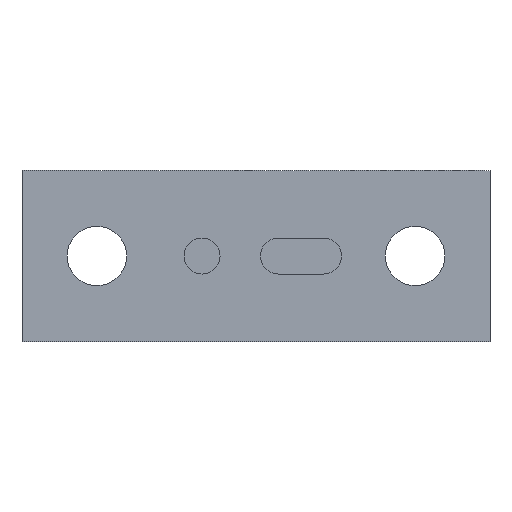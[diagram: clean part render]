
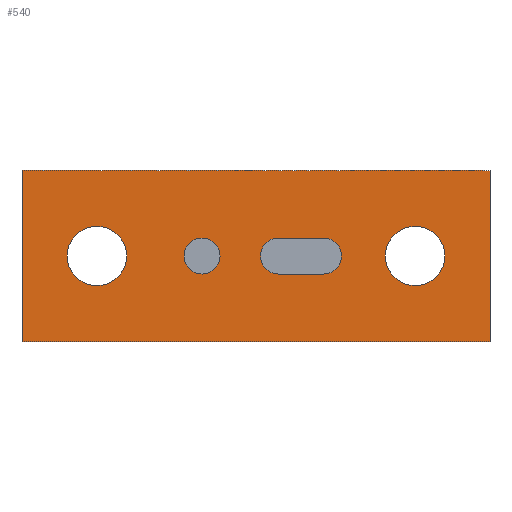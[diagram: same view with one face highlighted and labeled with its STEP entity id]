
A CAD part, front view. The second image highlights one B-rep face of the part: STEP entity #540.
In plain terms, the highlighted planar face has unit normal (0, -1, 0).
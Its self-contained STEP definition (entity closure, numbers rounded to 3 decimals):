
#29=FACE_BOUND('',#106,.T.);
#30=FACE_BOUND('',#107,.T.);
#31=FACE_BOUND('',#108,.T.);
#32=FACE_BOUND('',#109,.T.);
#42=CIRCLE('',#595,2.);
#43=CIRCLE('',#596,2.);
#44=CIRCLE('',#597,2.);
#45=CIRCLE('',#598,2.);
#46=CIRCLE('',#599,3.3);
#47=CIRCLE('',#600,3.3);
#48=CIRCLE('',#601,3.3);
#49=CIRCLE('',#602,3.3);
#74=FACE_OUTER_BOUND('',#105,.T.);
#105=EDGE_LOOP('',(#398,#399,#400,#401));
#106=EDGE_LOOP('',(#402,#403,#404,#405));
#107=EDGE_LOOP('',(#406,#407));
#108=EDGE_LOOP('',(#408,#409));
#109=EDGE_LOOP('',(#410,#411));
#142=LINE('',#840,#188);
#145=LINE('',#845,#191);
#150=LINE('',#858,#196);
#155=LINE('',#866,#201);
#156=LINE('',#872,#202);
#157=LINE('',#875,#203);
#188=VECTOR('',#666,19.);
#191=VECTOR('',#671,52.);
#196=VECTOR('',#682,19.);
#201=VECTOR('',#689,52.);
#202=VECTOR('',#694,5.);
#203=VECTOR('',#697,5.);
#238=VERTEX_POINT('',#838);
#239=VERTEX_POINT('',#839);
#240=VERTEX_POINT('',#844);
#245=VERTEX_POINT('',#857);
#248=VERTEX_POINT('',#868);
#249=VERTEX_POINT('',#869);
#250=VERTEX_POINT('',#871);
#251=VERTEX_POINT('',#873);
#252=VERTEX_POINT('',#876);
#253=VERTEX_POINT('',#877);
#254=VERTEX_POINT('',#880);
#255=VERTEX_POINT('',#881);
#256=VERTEX_POINT('',#884);
#257=VERTEX_POINT('',#885);
#294=EDGE_CURVE('',#238,#239,#142,.T.);
#297=EDGE_CURVE('',#239,#240,#145,.T.);
#304=EDGE_CURVE('',#240,#245,#150,.T.);
#309=EDGE_CURVE('',#245,#238,#155,.T.);
#310=EDGE_CURVE('',#248,#249,#42,.T.);
#311=EDGE_CURVE('',#250,#248,#156,.T.);
#312=EDGE_CURVE('',#251,#250,#43,.T.);
#313=EDGE_CURVE('',#249,#251,#157,.T.);
#314=EDGE_CURVE('',#252,#253,#44,.T.);
#315=EDGE_CURVE('',#253,#252,#45,.T.);
#316=EDGE_CURVE('',#254,#255,#46,.T.);
#317=EDGE_CURVE('',#255,#254,#47,.T.);
#318=EDGE_CURVE('',#256,#257,#48,.T.);
#319=EDGE_CURVE('',#257,#256,#49,.T.);
#398=ORIENTED_EDGE('',*,*,#294,.F.);
#399=ORIENTED_EDGE('',*,*,#309,.F.);
#400=ORIENTED_EDGE('',*,*,#304,.F.);
#401=ORIENTED_EDGE('',*,*,#297,.F.);
#402=ORIENTED_EDGE('',*,*,#310,.F.);
#403=ORIENTED_EDGE('',*,*,#311,.F.);
#404=ORIENTED_EDGE('',*,*,#312,.F.);
#405=ORIENTED_EDGE('',*,*,#313,.F.);
#406=ORIENTED_EDGE('',*,*,#314,.F.);
#407=ORIENTED_EDGE('',*,*,#315,.F.);
#408=ORIENTED_EDGE('',*,*,#316,.T.);
#409=ORIENTED_EDGE('',*,*,#317,.T.);
#410=ORIENTED_EDGE('',*,*,#318,.T.);
#411=ORIENTED_EDGE('',*,*,#319,.T.);
#522=PLANE('',#594);
#540=ADVANCED_FACE('',(#74,#29,#30,#31,#32),#522,.T.);
#594=AXIS2_PLACEMENT_3D('',#867,#690,#691);
#595=AXIS2_PLACEMENT_3D('',#870,#692,#693);
#596=AXIS2_PLACEMENT_3D('',#874,#695,#696);
#597=AXIS2_PLACEMENT_3D('',#878,#698,#699);
#598=AXIS2_PLACEMENT_3D('',#879,#700,#701);
#599=AXIS2_PLACEMENT_3D('',#882,#702,#703);
#600=AXIS2_PLACEMENT_3D('',#883,#704,#705);
#601=AXIS2_PLACEMENT_3D('',#886,#706,#707);
#602=AXIS2_PLACEMENT_3D('',#887,#708,#709);
#666=DIRECTION('',(0.,0.,-1.));
#671=DIRECTION('',(-1.,0.,0.));
#682=DIRECTION('',(0.,0.,1.));
#689=DIRECTION('',(1.,0.,0.));
#690=DIRECTION('center_axis',(0.,-1.,0.));
#691=DIRECTION('ref_axis',(0.,0.,-1.));
#692=DIRECTION('center_axis',(0.,-1.,0.));
#693=DIRECTION('ref_axis',(0.,0.,-1.));
#694=DIRECTION('',(-1.,0.,0.));
#695=DIRECTION('center_axis',(0.,-1.,0.));
#696=DIRECTION('ref_axis',(0.,0.,-1.));
#697=DIRECTION('',(1.,0.,0.));
#698=DIRECTION('center_axis',(0.,-1.,0.));
#699=DIRECTION('ref_axis',(0.,0.,-1.));
#700=DIRECTION('center_axis',(0.,-1.,0.));
#701=DIRECTION('ref_axis',(0.,0.,-1.));
#702=DIRECTION('center_axis',(0.,1.,0.));
#703=DIRECTION('ref_axis',(0.,0.,1.));
#704=DIRECTION('center_axis',(0.,1.,0.));
#705=DIRECTION('ref_axis',(0.,0.,1.));
#706=DIRECTION('center_axis',(0.,1.,0.));
#707=DIRECTION('ref_axis',(0.,0.,1.));
#708=DIRECTION('center_axis',(0.,1.,0.));
#709=DIRECTION('ref_axis',(0.,0.,1.));
#838=CARTESIAN_POINT('',(26.,0.,9.5));
#839=CARTESIAN_POINT('',(26.,0.,-9.5));
#840=CARTESIAN_POINT('',(26.,0.,9.5));
#844=CARTESIAN_POINT('',(-26.,0.,-9.5));
#845=CARTESIAN_POINT('',(26.,0.,-9.5));
#857=CARTESIAN_POINT('',(-26.,0.,9.5));
#858=CARTESIAN_POINT('',(-26.,0.,-9.5));
#866=CARTESIAN_POINT('',(-26.,0.,9.5));
#867=CARTESIAN_POINT('Origin',(0.,0.,0.));
#868=CARTESIAN_POINT('',(2.5,0.,2.));
#869=CARTESIAN_POINT('',(2.5,0.,-2.));
#870=CARTESIAN_POINT('Origin',(2.5,0.,0.));
#871=CARTESIAN_POINT('',(7.5,0.,2.));
#872=CARTESIAN_POINT('',(7.5,0.,2.));
#873=CARTESIAN_POINT('',(7.5,0.,-2.));
#874=CARTESIAN_POINT('Origin',(7.5,0.,0.));
#875=CARTESIAN_POINT('',(2.5,0.,-2.));
#876=CARTESIAN_POINT('',(-6.,0.,-2.));
#877=CARTESIAN_POINT('',(-6.,0.,2.));
#878=CARTESIAN_POINT('Origin',(-6.,0.,0.));
#879=CARTESIAN_POINT('Origin',(-6.,0.,0.));
#880=CARTESIAN_POINT('',(-17.678,0.,3.3));
#881=CARTESIAN_POINT('',(-17.678,0.,-3.3));
#882=CARTESIAN_POINT('Origin',(-17.678,0.,0.));
#883=CARTESIAN_POINT('Origin',(-17.678,0.,0.));
#884=CARTESIAN_POINT('',(17.678,0.,3.3));
#885=CARTESIAN_POINT('',(17.678,0.,-3.3));
#886=CARTESIAN_POINT('Origin',(17.678,0.,0.));
#887=CARTESIAN_POINT('Origin',(17.678,0.,0.));
